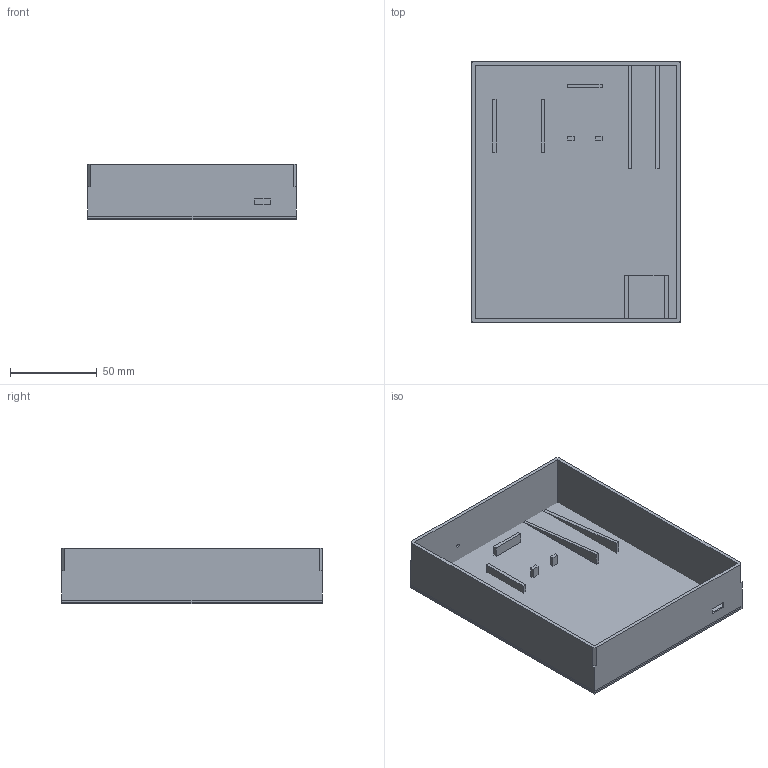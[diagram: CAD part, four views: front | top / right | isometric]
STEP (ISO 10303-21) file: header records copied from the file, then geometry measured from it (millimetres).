
FILE_DESCRIPTION(/* description */ ('','CAx-IF Rec.Pracs.---Representation and Presentation of Product Manufacturing Information (PMI)---4.0---2014-10-13'),/* implementation_level */ '2;1');
FILE_NAME(/* name */ 'Frame Bottom v7.step',/* time_stamp */ '2025-03-16T14:21:26+03:00',/* author */ (''),/* organization */ (''),/* preprocessor_version */ 'ST-DEVELOPER v20',/* originating_system */ 'Autodesk Translation Framework v13.20.0.188',/* authorisation */ '');
FILE_SCHEMA (('AP242_MANAGED_MODEL_BASED_3D_ENGINEERING_MIM_LF { 1 0 10303 442 1 1 4 }'));
Length unit declared in the file: millimetre
Products named in the file (1): Frame Bottom
Bounding box: 120 x 150 x 32 mm (x, y, z)
Volume: 72591.4 mm3; surface area: 77419.8 mm2
Topology: 9 solids, 9 shells, 91 faces, 207 edges, 138 vertices
Faces by surface type: plane 89, cylinder 2
Full cylindrical faces by diameter (mm): 2 x2
Entity records: 2546 total; most frequent: CARTESIAN_POINT 437, ORIENTED_EDGE 414, DIRECTION 395, EDGE_CURVE 207, LINE 203, VECTOR 203, VERTEX_POINT 138, EDGE_LOOP 103
